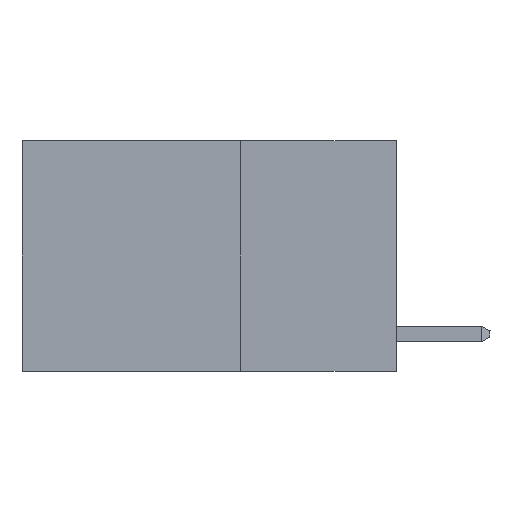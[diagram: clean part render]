
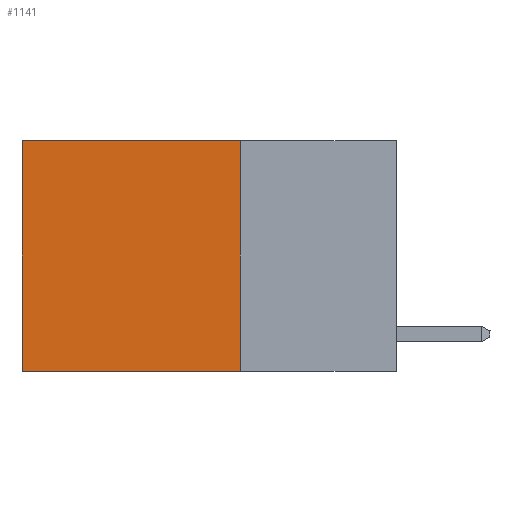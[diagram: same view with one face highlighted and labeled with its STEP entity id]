
A CAD part, left-side view. The second image highlights one B-rep face of the part: STEP entity #1141.
In plain terms, the highlighted planar face has unit normal (-1, 0, 0).
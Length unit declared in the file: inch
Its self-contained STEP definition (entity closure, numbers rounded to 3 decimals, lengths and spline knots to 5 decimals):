
#414 = DIRECTION ( 'NONE',  ( 1., 0., 0. ) ) ;
#928 = VERTEX_POINT ( 'NONE', #15277 ) ;
#1141 = ADVANCED_FACE ( 'NONE', ( #7590 ), #4576, .F. ) ;
#1249 = EDGE_CURVE ( 'NONE', #17137, #928, #5397, .T. ) ;
#1869 = VECTOR ( 'NONE', #4333, 39.37008 ) ;
#2018 = EDGE_LOOP ( 'NONE', ( #3602, #15814, #2899, #17949 ) ) ;
#2639 = CARTESIAN_POINT ( 'NONE',  ( 0.2625, 0.25, -0.37 ) ) ;
#2899 = ORIENTED_EDGE ( 'NONE', *, *, #4781, .F. ) ;
#3602 = ORIENTED_EDGE ( 'NONE', *, *, #4091, .T. ) ;
#3645 = CARTESIAN_POINT ( 'NONE',  ( 0.2625, 0.6, 0. ) ) ;
#4091 = EDGE_CURVE ( 'NONE', #4930, #928, #6763, .T. ) ;
#4320 = AXIS2_PLACEMENT_3D ( 'NONE', #8823, #414, #10220 ) ;
#4333 = DIRECTION ( 'NONE',  ( 0., 1., 0. ) ) ;
#4576 = PLANE ( 'NONE',  #4320 ) ;
#4781 = EDGE_CURVE ( 'NONE', #7423, #17137, #8910, .T. ) ;
#4930 = VERTEX_POINT ( 'NONE', #9674 ) ;
#5187 = VECTOR ( 'NONE', #17604, 39.37008 ) ;
#5397 = LINE ( 'NONE', #6505, #16063 ) ;
#6505 = CARTESIAN_POINT ( 'NONE',  ( 0.2625, 0.25, -0.37 ) ) ;
#6763 = LINE ( 'NONE', #3645, #10462 ) ;
#7423 = VERTEX_POINT ( 'NONE', #16565 ) ;
#7590 = FACE_OUTER_BOUND ( 'NONE', #2018, .T. ) ;
#8823 = CARTESIAN_POINT ( 'NONE',  ( 0.2625, 0.25, 0. ) ) ;
#8910 = LINE ( 'NONE', #10662, #5187 ) ;
#9674 = CARTESIAN_POINT ( 'NONE',  ( 0.2625, 0.6, 0. ) ) ;
#10220 = DIRECTION ( 'NONE',  ( 0., 0., -1. ) ) ;
#10380 = EDGE_CURVE ( 'NONE', #7423, #4930, #16717, .T. ) ;
#10462 = VECTOR ( 'NONE', #10625, 39.37008 ) ;
#10625 = DIRECTION ( 'NONE',  ( 0., 0., -1. ) ) ;
#10662 = CARTESIAN_POINT ( 'NONE',  ( 0.2625, 0.25, 0. ) ) ;
#10711 = DIRECTION ( 'NONE',  ( 0., 1., 0. ) ) ;
#11324 = CARTESIAN_POINT ( 'NONE',  ( 0.2625, 0.25, 0. ) ) ;
#15277 = CARTESIAN_POINT ( 'NONE',  ( 0.2625, 0.6, -0.37 ) ) ;
#15814 = ORIENTED_EDGE ( 'NONE', *, *, #1249, .F. ) ;
#16063 = VECTOR ( 'NONE', #10711, 39.37008 ) ;
#16565 = CARTESIAN_POINT ( 'NONE',  ( 0.2625, 0.25, 0. ) ) ;
#16717 = LINE ( 'NONE', #11324, #1869 ) ;
#17137 = VERTEX_POINT ( 'NONE', #2639 ) ;
#17604 = DIRECTION ( 'NONE',  ( 0., 0., -1. ) ) ;
#17949 = ORIENTED_EDGE ( 'NONE', *, *, #10380, .T. ) ;
